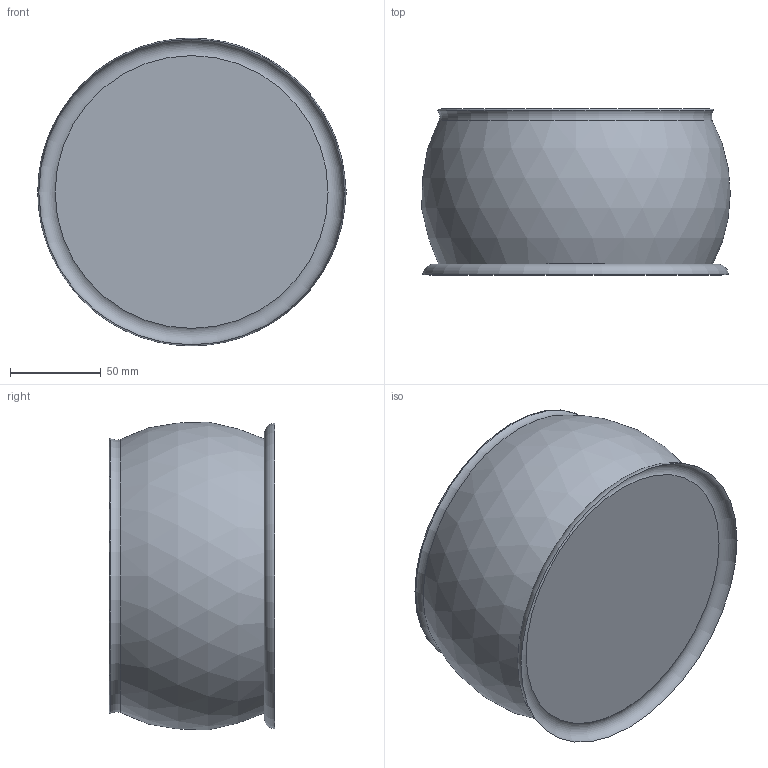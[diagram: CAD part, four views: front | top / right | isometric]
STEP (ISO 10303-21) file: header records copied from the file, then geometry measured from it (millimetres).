
FILE_DESCRIPTION(('FreeCAD Model'),'2;1');
FILE_NAME( 'teapot_with_sketch.step', '2014-08-05T22:48:29',('FreeCAD'),('FreeCAD'), 'Open CASCADE STEP processor 6.5','FreeCAD','Unknown');
FILE_SCHEMA(('AUTOMOTIVE_DESIGN_CC2 { 1 2 10303 214 -1 1 5 4 }'));
Length unit declared in the file: millimetre
Products named in the file (2): Sketch; Revolution
Bounding box: 169.59 x 91.19 x 169.18 mm (x, y, z)
Surface area: 73545 mm2 (no closed solid volume)
Topology: 0 solids, 2 shells, 7 faces, 21 edges, 22 vertices
Faces by surface type: torus 5, plane 1, sphere 1
Entity records: 452 total; most frequent: DIRECTION 82, CARTESIAN_POINT 76, AXIS2_PLACEMENT_3D 28, LINE 25, VECTOR 25, ORIENTED_EDGE 25, PCURVE 25, DEFINITIONAL_REPRESENTATION 25
